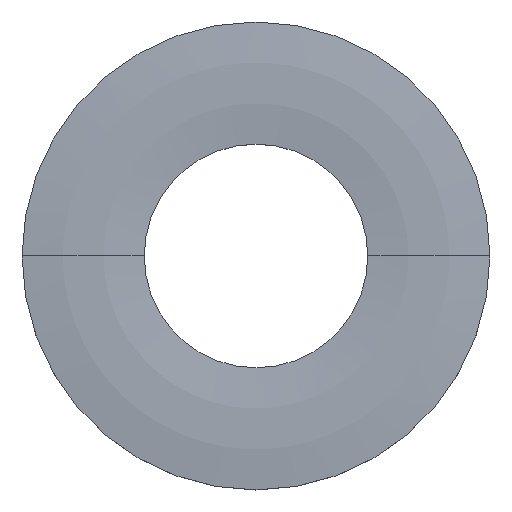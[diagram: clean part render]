
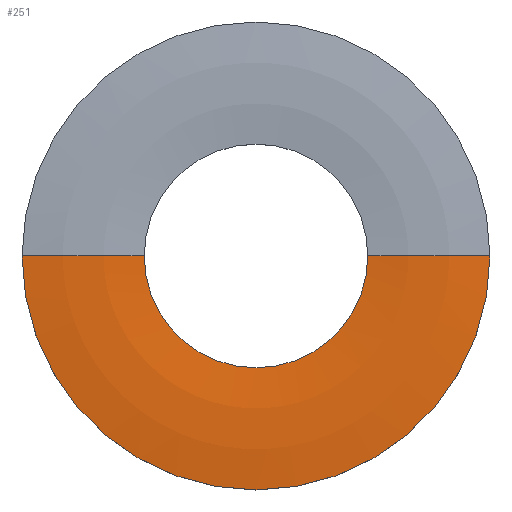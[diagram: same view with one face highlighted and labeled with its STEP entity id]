
A CAD part, top view. The second image highlights one B-rep face of the part: STEP entity #251.
In plain terms, the highlighted toroidal (fillet/blend) face has major radius 3.325 mm and minor radius 8.669 mm.
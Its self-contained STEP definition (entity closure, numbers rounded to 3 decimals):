
#5 = DIRECTION ( 'NONE',  ( 1., 0., 0. ) ) ;
#10 = VERTEX_POINT ( 'NONE', #215 ) ;
#13 = AXIS2_PLACEMENT_3D ( 'NONE', #225, #260, #5 ) ;
#14 = EDGE_LOOP ( 'NONE', ( #116, #192, #18, #150 ) ) ;
#18 = ORIENTED_EDGE ( 'NONE', *, *, #187, .T. ) ;
#19 = CARTESIAN_POINT ( 'NONE',  ( -2.15, 0., 0.32 ) ) ;
#27 = CIRCLE ( 'NONE', #226, 8.669 ) ;
#37 = DIRECTION ( 'NONE',  ( 1., 0., 0. ) ) ;
#41 = DIRECTION ( 'NONE',  ( -1., 0., 0. ) ) ;
#46 = AXIS2_PLACEMENT_3D ( 'NONE', #58, #54, #41 ) ;
#48 = CIRCLE ( 'NONE', #13, 4.5 ) ;
#54 = DIRECTION ( 'NONE',  ( 0., 1., 0. ) ) ;
#55 = CARTESIAN_POINT ( 'NONE',  ( 2.15, 0., 0.32 ) ) ;
#58 = CARTESIAN_POINT ( 'NONE',  ( -3.325, 0., -8.269 ) ) ;
#61 = CARTESIAN_POINT ( 'NONE',  ( 0., 0., -8.269 ) ) ;
#104 = EDGE_CURVE ( 'NONE', #249, #119, #255, .T. ) ;
#113 = TOROIDAL_SURFACE ( 'NONE', #153, 3.325, 8.669 ) ;
#114 = DIRECTION ( 'NONE',  ( 1., 0., 0. ) ) ;
#116 = ORIENTED_EDGE ( 'NONE', *, *, #135, .F. ) ;
#119 = VERTEX_POINT ( 'NONE', #55 ) ;
#135 = EDGE_CURVE ( 'NONE', #10, #249, #149, .T. ) ;
#149 = CIRCLE ( 'NONE', #46, 8.669 ) ;
#150 = ORIENTED_EDGE ( 'NONE', *, *, #104, .F. ) ;
#153 = AXIS2_PLACEMENT_3D ( 'NONE', #61, #182, #37 ) ;
#154 = CARTESIAN_POINT ( 'NONE',  ( 0., 0., 0.32 ) ) ;
#157 = DIRECTION ( 'NONE',  ( 0., 0., 1. ) ) ;
#165 = VERTEX_POINT ( 'NONE', #198 ) ;
#182 = DIRECTION ( 'NONE',  ( 0., 0., 1. ) ) ;
#187 = EDGE_CURVE ( 'NONE', #165, #119, #27, .T. ) ;
#191 = EDGE_CURVE ( 'NONE', #10, #165, #48, .T. ) ;
#192 = ORIENTED_EDGE ( 'NONE', *, *, #191, .T. ) ;
#198 = CARTESIAN_POINT ( 'NONE',  ( 4.5, 0., 0.32 ) ) ;
#203 = CARTESIAN_POINT ( 'NONE',  ( 3.325, 0., -8.269 ) ) ;
#215 = CARTESIAN_POINT ( 'NONE',  ( -4.5, 0., 0.32 ) ) ;
#223 = DIRECTION ( 'NONE',  ( 0., 0., -1. ) ) ;
#225 = CARTESIAN_POINT ( 'NONE',  ( 0., 0., 0.32 ) ) ;
#226 = AXIS2_PLACEMENT_3D ( 'NONE', #203, #267, #223 ) ;
#231 = AXIS2_PLACEMENT_3D ( 'NONE', #154, #157, #114 ) ;
#249 = VERTEX_POINT ( 'NONE', #19 ) ;
#251 = ADVANCED_FACE ( 'NONE', ( #257 ), #113, .T. ) ;
#255 = CIRCLE ( 'NONE', #231, 2.15 ) ;
#257 = FACE_OUTER_BOUND ( 'NONE', #14, .T. ) ;
#260 = DIRECTION ( 'NONE',  ( 0., 0., 1. ) ) ;
#267 = DIRECTION ( 'NONE',  ( 0., -1., 0. ) ) ;
